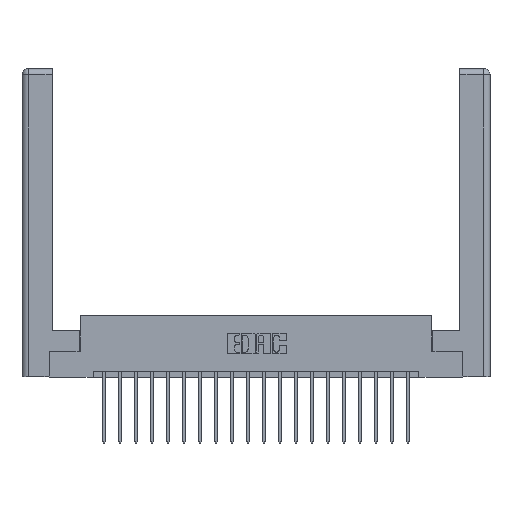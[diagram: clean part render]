
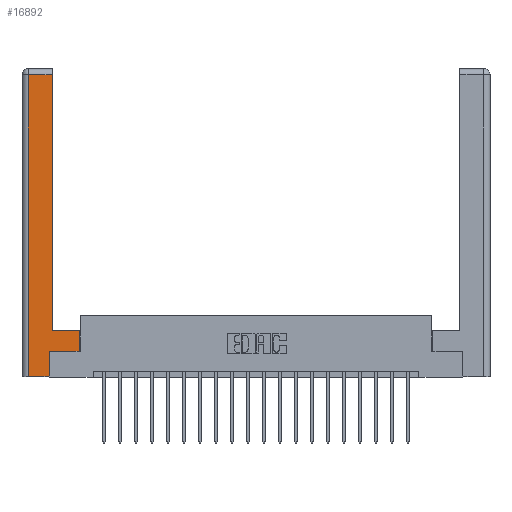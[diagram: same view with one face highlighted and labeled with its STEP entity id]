
A CAD part, top view. The second image highlights one B-rep face of the part: STEP entity #16892.
In plain terms, the highlighted planar face has unit normal (0, 0, 1).
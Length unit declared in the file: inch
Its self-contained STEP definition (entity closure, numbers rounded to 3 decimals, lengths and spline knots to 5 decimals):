
#51 = EDGE_CURVE ( 'NONE', #8352, #6425, #1380, .T. ) ;
#837 = CARTESIAN_POINT ( 'NONE',  ( 0.295, 0.45, 0. ) ) ;
#1380 = LINE ( 'NONE', #5650, #15577 ) ;
#1613 = CARTESIAN_POINT ( 'NONE',  ( 0.0615, 2.94, 0. ) ) ;
#1760 = VECTOR ( 'NONE', #4306, 39.37008 ) ;
#1768 = CARTESIAN_POINT ( 'NONE',  ( 0.565, 0.45, 0. ) ) ;
#2118 = VECTOR ( 'NONE', #3069, 39.37008 ) ;
#2122 = CARTESIAN_POINT ( 'NONE',  ( 0.565, 0.245, 0. ) ) ;
#2129 = EDGE_CURVE ( 'NONE', #20843, #19559, #12494, .T. ) ;
#2396 = CARTESIAN_POINT ( 'NONE',  ( 0.0615, 2.94, 0. ) ) ;
#2433 = VECTOR ( 'NONE', #7247, 39.37008 ) ;
#2439 = ORIENTED_EDGE ( 'NONE', *, *, #4833, .T. ) ;
#3069 = DIRECTION ( 'NONE',  ( 0., -1., 0. ) ) ;
#3121 = DIRECTION ( 'NONE',  ( -1., 0., 0. ) ) ;
#3214 = EDGE_CURVE ( 'NONE', #15430, #12196, #11900, .T. ) ;
#3327 = VECTOR ( 'NONE', #12633, 39.37008 ) ;
#3871 = VECTOR ( 'NONE', #4251, 39.37008 ) ;
#4025 = DIRECTION ( 'NONE',  ( 1., 0., 0. ) ) ;
#4137 = EDGE_CURVE ( 'NONE', #12350, #6842, #12644, .T. ) ;
#4251 = DIRECTION ( 'NONE',  ( -1., 0., 0. ) ) ;
#4306 = DIRECTION ( 'NONE',  ( -1., 0., 0. ) ) ;
#4664 = AXIS2_PLACEMENT_3D ( 'NONE', #12821, #20868, #3121 ) ;
#4833 = EDGE_CURVE ( 'NONE', #6842, #20843, #11322, .T. ) ;
#5531 = EDGE_CURVE ( 'NONE', #12196, #8352, #6722, .T. ) ;
#5650 = CARTESIAN_POINT ( 'NONE',  ( 0.565, 0.245, 0. ) ) ;
#5921 = LINE ( 'NONE', #12624, #2118 ) ;
#6425 = VERTEX_POINT ( 'NONE', #2122 ) ;
#6516 = CARTESIAN_POINT ( 'NONE',  ( 0.565, 0.45, 0. ) ) ;
#6722 = LINE ( 'NONE', #12236, #2433 ) ;
#6842 = VERTEX_POINT ( 'NONE', #837 ) ;
#7247 = DIRECTION ( 'NONE',  ( 0., 1., 0. ) ) ;
#7700 = EDGE_CURVE ( 'NONE', #6425, #12350, #10308, .T. ) ;
#7882 = ORIENTED_EDGE ( 'NONE', *, *, #51, .T. ) ;
#8352 = VERTEX_POINT ( 'NONE', #11421 ) ;
#8545 = DIRECTION ( 'NONE',  ( 0., 1., 0. ) ) ;
#9503 = EDGE_CURVE ( 'NONE', #19559, #15430, #5921, .T. ) ;
#10268 = ORIENTED_EDGE ( 'NONE', *, *, #2129, .T. ) ;
#10308 = LINE ( 'NONE', #6516, #10835 ) ;
#10628 = EDGE_LOOP ( 'NONE', ( #2439, #10268, #17560, #19552, #16875, #7882, #14733, #11394 ) ) ;
#10798 = CARTESIAN_POINT ( 'NONE',  ( 0.295, 0.45, 0. ) ) ;
#10835 = VECTOR ( 'NONE', #19407, 39.37008 ) ;
#10990 = CARTESIAN_POINT ( 'NONE',  ( 0.265, 0., 0. ) ) ;
#11322 = LINE ( 'NONE', #19465, #17960 ) ;
#11394 = ORIENTED_EDGE ( 'NONE', *, *, #4137, .T. ) ;
#11421 = CARTESIAN_POINT ( 'NONE',  ( 0.265, 0.245, 0. ) ) ;
#11900 = LINE ( 'NONE', #10990, #3327 ) ;
#12196 = VERTEX_POINT ( 'NONE', #14893 ) ;
#12236 = CARTESIAN_POINT ( 'NONE',  ( 0.265, 0.245, 0. ) ) ;
#12350 = VERTEX_POINT ( 'NONE', #1768 ) ;
#12494 = LINE ( 'NONE', #2396, #3871 ) ;
#12624 = CARTESIAN_POINT ( 'NONE',  ( 0.0615, 0., 0. ) ) ;
#12633 = DIRECTION ( 'NONE',  ( 1., 0., 0. ) ) ;
#12644 = LINE ( 'NONE', #10798, #1760 ) ;
#12821 = CARTESIAN_POINT ( 'NONE',  ( 0., 0., 0. ) ) ;
#14733 = ORIENTED_EDGE ( 'NONE', *, *, #7700, .T. ) ;
#14893 = CARTESIAN_POINT ( 'NONE',  ( 0.265, 0., 0. ) ) ;
#15430 = VERTEX_POINT ( 'NONE', #17549 ) ;
#15577 = VECTOR ( 'NONE', #4025, 39.37008 ) ;
#16543 = CARTESIAN_POINT ( 'NONE',  ( 0.295, 2.94, 0. ) ) ;
#16875 = ORIENTED_EDGE ( 'NONE', *, *, #5531, .T. ) ;
#16892 = ADVANCED_FACE ( 'NONE', ( #19448 ), #19297, .F. ) ;
#17549 = CARTESIAN_POINT ( 'NONE',  ( 0.0615, 0., 0. ) ) ;
#17560 = ORIENTED_EDGE ( 'NONE', *, *, #9503, .T. ) ;
#17960 = VECTOR ( 'NONE', #8545, 39.37008 ) ;
#19297 = PLANE ( 'NONE',  #4664 ) ;
#19407 = DIRECTION ( 'NONE',  ( 0., 1., 0. ) ) ;
#19448 = FACE_OUTER_BOUND ( 'NONE', #10628, .T. ) ;
#19465 = CARTESIAN_POINT ( 'NONE',  ( 0.295, 3., 0. ) ) ;
#19552 = ORIENTED_EDGE ( 'NONE', *, *, #3214, .T. ) ;
#19559 = VERTEX_POINT ( 'NONE', #1613 ) ;
#20843 = VERTEX_POINT ( 'NONE', #16543 ) ;
#20868 = DIRECTION ( 'NONE',  ( 0., 0., -1. ) ) ;
